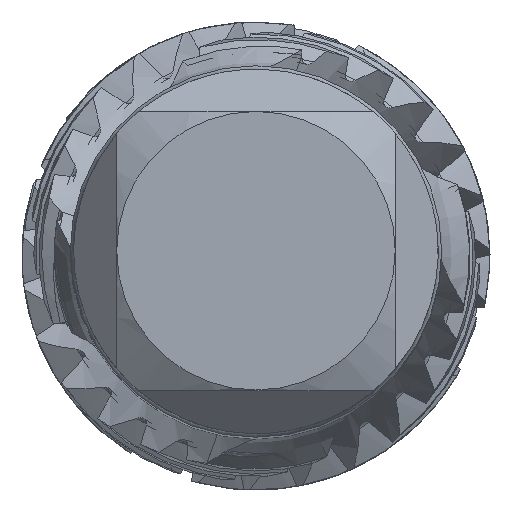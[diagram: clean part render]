
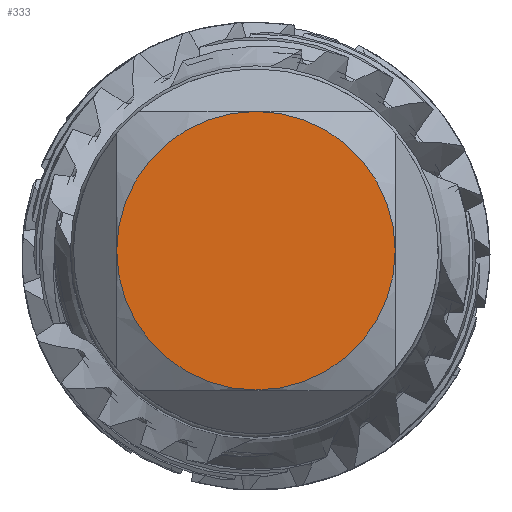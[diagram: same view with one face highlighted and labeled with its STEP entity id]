
A CAD part, top view. The second image highlights one B-rep face of the part: STEP entity #333.
In plain terms, the highlighted planar face has unit normal (0, 0, 1).
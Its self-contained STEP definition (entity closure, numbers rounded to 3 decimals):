
#333=ADVANCED_FACE('NONE',(#568),#517,.T.);
#517=PLANE('',#4030);
#568=FACE_OUTER_BOUND('',#795,.T.);
#795=EDGE_LOOP('',(#1247,#1248,#1249,#1250));
#996=CIRCLE('',#4011,6.);
#998=CIRCLE('',#4014,6.);
#1000=CIRCLE('',#4017,6.);
#1004=CIRCLE('',#4028,6.);
#1247=ORIENTED_EDGE('',*,*,#2823,.F.);
#1248=ORIENTED_EDGE('',*,*,#2840,.F.);
#1249=ORIENTED_EDGE('',*,*,#2815,.F.);
#1250=ORIENTED_EDGE('',*,*,#2819,.F.);
#2357=VERTEX_POINT('',#10504);
#2359=VERTEX_POINT('',#10511);
#2362=VERTEX_POINT('',#10525);
#2365=VERTEX_POINT('',#10539);
#2815=EDGE_CURVE('NONE',#2359,#2357,#996,.T.);
#2819=EDGE_CURVE('NONE',#2362,#2359,#998,.T.);
#2823=EDGE_CURVE('NONE',#2365,#2362,#1000,.T.);
#2840=EDGE_CURVE('NONE',#2357,#2365,#1004,.T.);
#4011=AXIS2_PLACEMENT_3D('',#10512,#4269,#4270);
#4014=AXIS2_PLACEMENT_3D('',#10526,#4275,#4276);
#4017=AXIS2_PLACEMENT_3D('',#10540,#4281,#4282);
#4028=AXIS2_PLACEMENT_3D('',#10575,#4311,#4312);
#4030=AXIS2_PLACEMENT_3D('',#10581,#4315,#4316);
#4269=DIRECTION('',(0.,0.,-1.));
#4270=DIRECTION('',(-1.,0.,0.));
#4275=DIRECTION('',(0.,0.,-1.));
#4276=DIRECTION('',(-1.,0.,0.));
#4281=DIRECTION('',(0.,0.,-1.));
#4282=DIRECTION('',(-1.,0.,0.));
#4311=DIRECTION('',(0.,0.,-1.));
#4312=DIRECTION('',(-1.,0.,0.));
#4315=DIRECTION('',(0.,0.,1.));
#4316=DIRECTION('',(1.,0.,0.));
#10504=CARTESIAN_POINT('',(-6.,0.,0.));
#10511=CARTESIAN_POINT('',(0.,-6.,0.));
#10512=CARTESIAN_POINT('',(0.,0.,0.));
#10525=CARTESIAN_POINT('',(6.,0.,0.));
#10526=CARTESIAN_POINT('',(0.,0.,0.));
#10539=CARTESIAN_POINT('',(0.,6.,0.));
#10540=CARTESIAN_POINT('',(0.,0.,0.));
#10575=CARTESIAN_POINT('',(0.,0.,0.));
#10581=CARTESIAN_POINT('',(0.,0.,0.));
